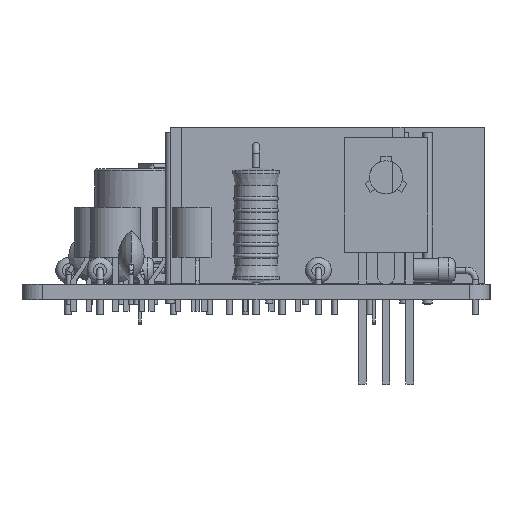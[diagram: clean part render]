
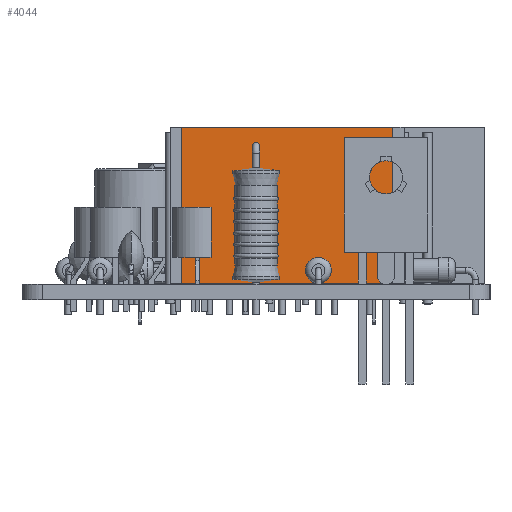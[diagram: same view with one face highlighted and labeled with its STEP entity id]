
A CAD part, left-side view. The second image highlights one B-rep face of the part: STEP entity #4044.
In plain terms, the highlighted face is planar.
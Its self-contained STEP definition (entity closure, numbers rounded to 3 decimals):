
#3935 = VERTEX_POINT('',#3936);
#3936 = CARTESIAN_POINT('',(1.125,5.43,14.98));
#3942 = EDGE_CURVE('',#3943,#3935,#3945,.T.);
#3943 = VERTEX_POINT('',#3944);
#3944 = CARTESIAN_POINT('',(1.125,5.43,0.02));
#3945 = LINE('',#3946,#3947);
#3946 = CARTESIAN_POINT('',(1.125,5.43,0.02));
#3947 = VECTOR('',#3948,1.);
#3948 = DIRECTION('',(0.,0.,1.));
#4027 = VERTEX_POINT('',#4028);
#4028 = CARTESIAN_POINT('',(21.375,5.43,0.02));
#4034 = EDGE_CURVE('',#3943,#4027,#4035,.T.);
#4035 = LINE('',#4036,#4037);
#4036 = CARTESIAN_POINT('',(1.125,5.43,0.02));
#4037 = VECTOR('',#4038,1.);
#4038 = DIRECTION('',(1.,0.,0.));
#4044 = ADVANCED_FACE('',(#4045),#4063,.T.);
#4045 = FACE_BOUND('',#4046,.T.);
#4046 = EDGE_LOOP('',(#4047,#4048,#4049,#4057));
#4047 = ORIENTED_EDGE('',*,*,#4034,.F.);
#4048 = ORIENTED_EDGE('',*,*,#3942,.T.);
#4049 = ORIENTED_EDGE('',*,*,#4050,.T.);
#4050 = EDGE_CURVE('',#3935,#4051,#4053,.T.);
#4051 = VERTEX_POINT('',#4052);
#4052 = CARTESIAN_POINT('',(21.375,5.43,14.98));
#4053 = LINE('',#4054,#4055);
#4054 = CARTESIAN_POINT('',(1.125,5.43,14.98));
#4055 = VECTOR('',#4056,1.);
#4056 = DIRECTION('',(1.,0.,0.));
#4057 = ORIENTED_EDGE('',*,*,#4058,.F.);
#4058 = EDGE_CURVE('',#4027,#4051,#4059,.T.);
#4059 = LINE('',#4060,#4061);
#4060 = CARTESIAN_POINT('',(21.375,5.43,0.02));
#4061 = VECTOR('',#4062,1.);
#4062 = DIRECTION('',(0.,0.,1.));
#4063 = PLANE('',#4064);
#4064 = AXIS2_PLACEMENT_3D('',#4065,#4066,#4067);
#4065 = CARTESIAN_POINT('',(1.125,5.43,0.02));
#4066 = DIRECTION('',(0.,1.,0.));
#4067 = DIRECTION('',(0.,-0.,1.));
